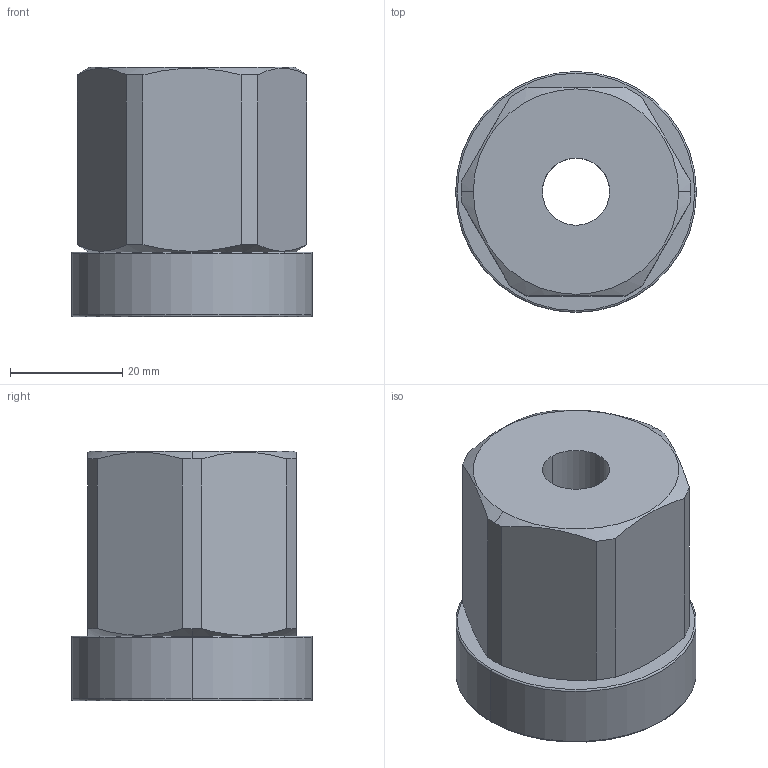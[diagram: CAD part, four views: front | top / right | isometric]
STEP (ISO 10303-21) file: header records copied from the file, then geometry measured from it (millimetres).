
FILE_DESCRIPTION((''),'2;1');
FILE_NAME('NR1200','2025-05-19T11:50:48',('lx'),(''),'CREO PARAMETRIC BY PTC INC, 2018100','CREO PARAMETRIC BY PTC INC, 2018100','');
FILE_SCHEMA(('CONFIG_CONTROL_DESIGN'));
Length unit declared in the file: millimetre
Products named in the file (1): NR1200
Bounding box: 43 x 43 x 44.5 mm (x, y, z)
Volume: 50312.5 mm3; surface area: 10713.9 mm2
Topology: 1 solids, 1 shells, 207 faces, 569 edges, 378 vertices
Faces by surface type: plane 187, cylinder 12, torus 4, cone 4
Entity records: 6619 total; most frequent: CARTESIAN_POINT 1320, ORIENTED_EDGE 1138, DIRECTION 991, EDGE_CURVE 569, VECTOR 505, LINE 505, VERTEX_POINT 378, AXIS2_PLACEMENT_3D 243
